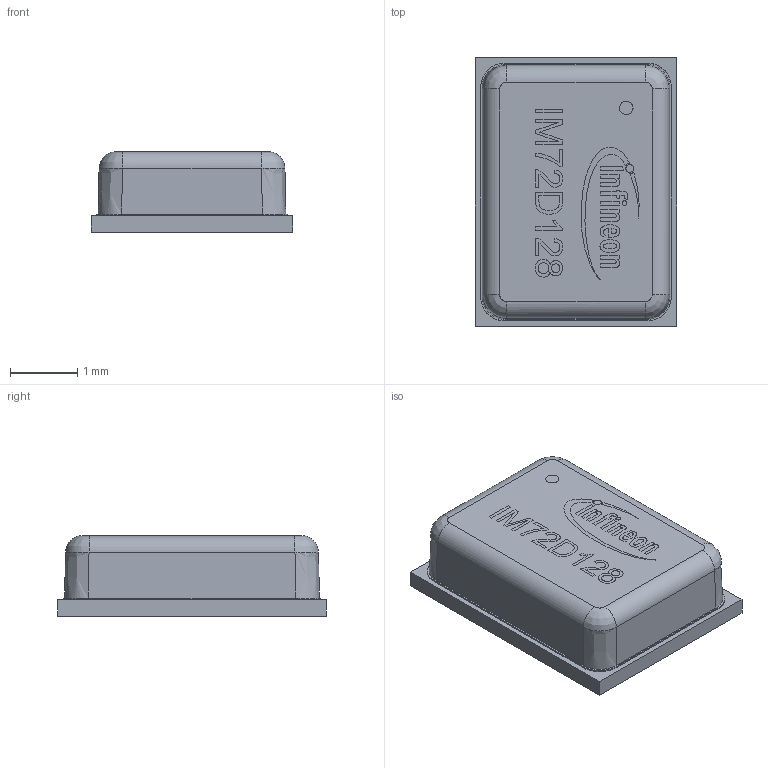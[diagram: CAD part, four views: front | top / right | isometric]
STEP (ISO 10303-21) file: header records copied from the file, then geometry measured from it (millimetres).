
FILE_DESCRIPTION(/* description */ (''),/* implementation_level */ '2;1');
FILE_NAME(/* name */ 'IM72D1~1',/* time_stamp */ '2022-11-05T16:31:54+01:00',/* author */ (''),/* organization */ (''),/* preprocessor_version */ 'ST-DEVELOPER v16.5',/* originating_system */ '',/* authorisation */ '');
FILE_SCHEMA (('AUTOMOTIVE_DESIGN { 1 0 10303 214 3 1 1 }','AP242_MANAGED_MODEL_BASED_3D_ENGINEERING_MIM_LF { 1 0 10303 442 1 1 4 }'));
Length unit declared in the file: millimetre
Products named in the file (1): Document
Bounding box: 3 x 4 x 1.2 mm (x, y, z)
Surface area: 61.9 mm2 (no closed solid volume)
Topology: 0 solids, 38 shells, 70 faces, 374 edges, 345 vertices
Faces by surface type: plane 49, bspline 12, cylinder 9
Full cylindrical faces by diameter (mm): 0.6 x1
Entity records: 4990 total; most frequent: CARTESIAN_POINT 2596, ORIENTED_EDGE 452, EDGE_CURVE 374, VERTEX_POINT 345, B_SPLINE_CURVE_WITH_KNOTS 316, EDGE_LOOP 107, ADVANCED_FACE 70, FACE_OUTER_BOUND 70
